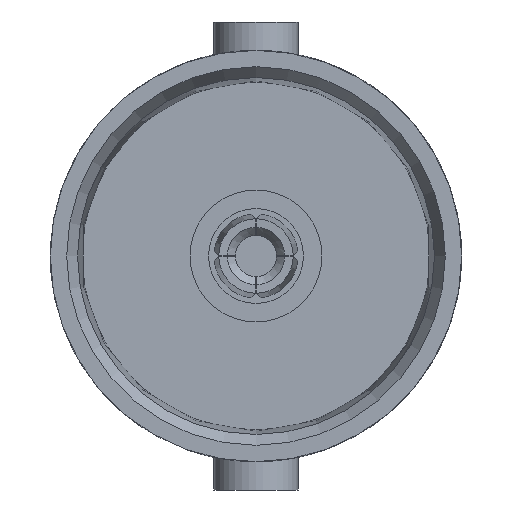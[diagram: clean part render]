
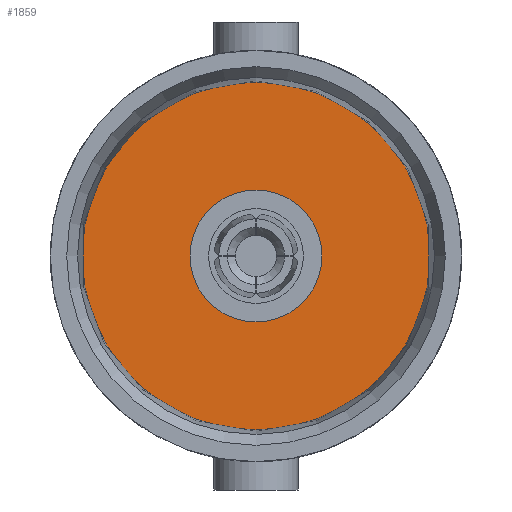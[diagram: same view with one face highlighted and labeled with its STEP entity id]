
A CAD part, left-side view. The second image highlights one B-rep face of the part: STEP entity #1859.
In plain terms, the highlighted planar face has unit normal (-1, 0, 0).
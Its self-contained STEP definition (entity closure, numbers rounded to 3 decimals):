
#665 = CARTESIAN_POINT ( 'NONE',  ( 5.959, 0., 0. ) ) ;
#666 = DIRECTION ( 'NONE',  ( 1., 0., 0. ) ) ;
#667 = DIRECTION ( 'NONE',  ( 0., 0., 1. ) ) ;
#668 = CARTESIAN_POINT ( 'NONE',  ( 5.959, 0., 0. ) ) ;
#669 = DIRECTION ( 'NONE',  ( 1., 0., 0. ) ) ;
#670 = DIRECTION ( 'NONE',  ( 0., 0., 1. ) ) ;
#829 = CARTESIAN_POINT ( 'NONE',  ( 5.959, 0., 4.088 ) ) ;
#830 = CARTESIAN_POINT ( 'NONE',  ( 5.959, 0., 1.55 ) ) ;
#1859 = ADVANCED_FACE ( 'NONE', ( #6278, #6279 ), #3831, .F. ) ;
#3831 = PLANE ( 'NONE',  #4384 ) ;
#3832 = CARTESIAN_POINT ( 'NONE',  ( 5.959, 0., 0. ) ) ;
#3833 = DIRECTION ( 'NONE',  ( 1., 0., 0. ) ) ;
#3834 = DIRECTION ( 'NONE',  ( 0., 0., -1. ) ) ;
#3999 = EDGE_LOOP ( 'NONE', ( #5797 ) ) ;
#4133 = EDGE_LOOP ( 'NONE', ( #5798 ) ) ;
#4384 = AXIS2_PLACEMENT_3D ( 'NONE', #3832, #3833, #3834 ) ;
#4548 = CIRCLE ( 'NONE', #4552, 4.088 ) ;
#4549 = CIRCLE ( 'NONE', #4600, 1.55 ) ;
#4552 = AXIS2_PLACEMENT_3D ( 'NONE', #665, #666, #667 ) ;
#4600 = AXIS2_PLACEMENT_3D ( 'NONE', #668, #669, #670 ) ;
#5797 = ORIENTED_EDGE ( 'NONE', *, *, #6798, .F. ) ;
#5798 = ORIENTED_EDGE ( 'NONE', *, *, #6799, .T. ) ;
#6278 = FACE_BOUND ( 'NONE', #4133, .T. ) ;
#6279 = FACE_OUTER_BOUND ( 'NONE', #3999, .T. ) ;
#6586 = VERTEX_POINT ( 'NONE', #829 ) ;
#6587 = VERTEX_POINT ( 'NONE', #830 ) ;
#6798 = EDGE_CURVE ( 'NONE', #6586, #6586, #4548, .T. ) ;
#6799 = EDGE_CURVE ( 'NONE', #6587, #6587, #4549, .T. ) ;
